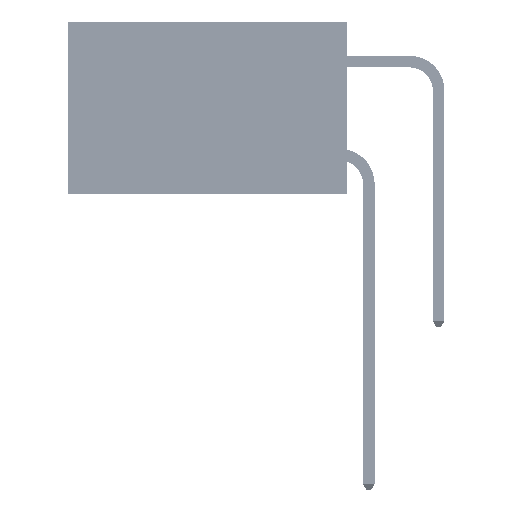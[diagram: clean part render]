
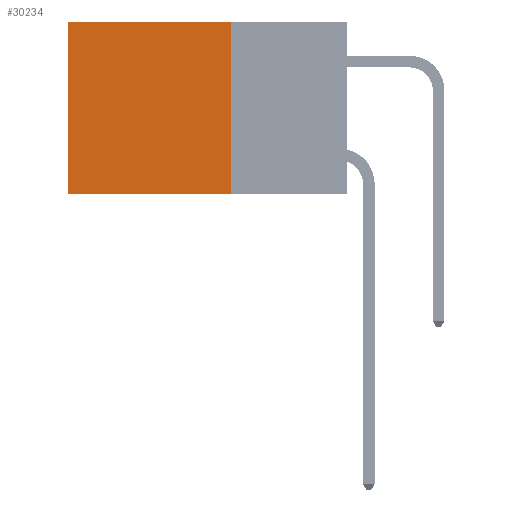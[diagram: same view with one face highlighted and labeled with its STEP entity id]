
A CAD part, left-side view. The second image highlights one B-rep face of the part: STEP entity #30234.
In plain terms, the highlighted planar face has unit normal (-1, 0, 0).
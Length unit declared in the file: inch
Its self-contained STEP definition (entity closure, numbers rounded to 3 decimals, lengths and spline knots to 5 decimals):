
#966 = EDGE_CURVE ( 'NONE', #1296, #7294, #53637, .T. ) ;
#1296 = VERTEX_POINT ( 'NONE', #44492 ) ;
#1578 = DIRECTION ( 'NONE',  ( 0., 0., -1. ) ) ;
#2788 = CARTESIAN_POINT ( 'NONE',  ( 0.2875, 0.25, 0. ) ) ;
#6114 = LINE ( 'NONE', #35794, #17220 ) ;
#7294 = VERTEX_POINT ( 'NONE', #14699 ) ;
#9753 = CARTESIAN_POINT ( 'NONE',  ( 0.2875, 0.25, 0. ) ) ;
#11666 = CARTESIAN_POINT ( 'NONE',  ( 0.2875, 0.6, 0. ) ) ;
#12559 = VERTEX_POINT ( 'NONE', #41284 ) ;
#13655 = ORIENTED_EDGE ( 'NONE', *, *, #966, .F. ) ;
#14525 = ORIENTED_EDGE ( 'NONE', *, *, #23008, .T. ) ;
#14699 = CARTESIAN_POINT ( 'NONE',  ( 0.2875, 0.25, -0.37 ) ) ;
#15305 = VERTEX_POINT ( 'NONE', #11666 ) ;
#15461 = VECTOR ( 'NONE', #35754, 39.37008 ) ;
#15930 = EDGE_CURVE ( 'NONE', #7294, #12559, #6114, .T. ) ;
#17220 = VECTOR ( 'NONE', #47607, 39.37008 ) ;
#17502 = VECTOR ( 'NONE', #24136, 39.37008 ) ;
#21123 = VECTOR ( 'NONE', #42380, 39.37008 ) ;
#22293 = DIRECTION ( 'NONE',  ( 1., 0., 0. ) ) ;
#23008 = EDGE_CURVE ( 'NONE', #15305, #12559, #37711, .T. ) ;
#24136 = DIRECTION ( 'NONE',  ( 0., 0., -1. ) ) ;
#24407 = CARTESIAN_POINT ( 'NONE',  ( 0.2875, 0.25, 0. ) ) ;
#30234 = ADVANCED_FACE ( 'NONE', ( #47161 ), #46893, .F. ) ;
#35754 = DIRECTION ( 'NONE',  ( 0., 1., 0. ) ) ;
#35794 = CARTESIAN_POINT ( 'NONE',  ( 0.2875, 0.25, -0.37 ) ) ;
#37539 = AXIS2_PLACEMENT_3D ( 'NONE', #9753, #22293, #1578 ) ;
#37711 = LINE ( 'NONE', #42109, #21123 ) ;
#41284 = CARTESIAN_POINT ( 'NONE',  ( 0.2875, 0.6, -0.37 ) ) ;
#42109 = CARTESIAN_POINT ( 'NONE',  ( 0.2875, 0.6, 0. ) ) ;
#42380 = DIRECTION ( 'NONE',  ( 0., 0., -1. ) ) ;
#44492 = CARTESIAN_POINT ( 'NONE',  ( 0.2875, 0.25, 0. ) ) ;
#45090 = ORIENTED_EDGE ( 'NONE', *, *, #15930, .F. ) ;
#45174 = EDGE_LOOP ( 'NONE', ( #14525, #45090, #13655, #53470 ) ) ;
#46893 = PLANE ( 'NONE',  #37539 ) ;
#47161 = FACE_OUTER_BOUND ( 'NONE', #45174, .T. ) ;
#47607 = DIRECTION ( 'NONE',  ( 0., 1., 0. ) ) ;
#49439 = LINE ( 'NONE', #2788, #15461 ) ;
#53470 = ORIENTED_EDGE ( 'NONE', *, *, #53889, .T. ) ;
#53637 = LINE ( 'NONE', #24407, #17502 ) ;
#53889 = EDGE_CURVE ( 'NONE', #1296, #15305, #49439, .T. ) ;
